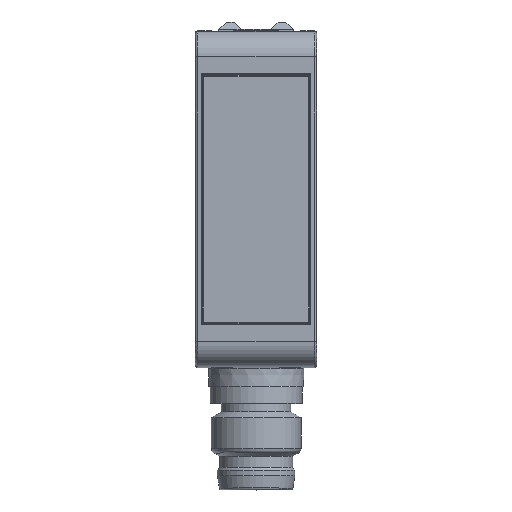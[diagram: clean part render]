
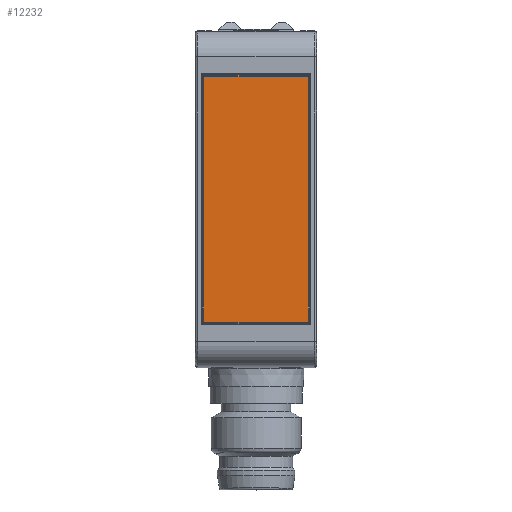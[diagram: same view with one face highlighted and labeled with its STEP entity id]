
A CAD part, top view. The second image highlights one B-rep face of the part: STEP entity #12232.
In plain terms, the highlighted planar face has unit normal (0, 0, 1).
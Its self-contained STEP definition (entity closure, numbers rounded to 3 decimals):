
#2226=FACE_OUTER_BOUND('',#2968,.T.);
#2968=EDGE_LOOP('',(#11163,#11164,#11165,#11166));
#3882=LINE('',#40494,#4808);
#3883=LINE('',#40500,#4809);
#3884=LINE('',#40505,#4810);
#3885=LINE('',#40510,#4811);
#4808=VECTOR('',#16605,21.902);
#4809=VECTOR('',#16614,9.302);
#4810=VECTOR('',#16621,21.902);
#4811=VECTOR('',#16630,9.302);
#5908=VERTEX_POINT('',#40488);
#5909=VERTEX_POINT('',#40492);
#5910=VERTEX_POINT('',#40498);
#5911=VERTEX_POINT('',#40504);
#7657=EDGE_CURVE('',#5909,#5908,#3882,.T.);
#7660=EDGE_CURVE('',#5910,#5909,#3883,.T.);
#7662=EDGE_CURVE('',#5911,#5910,#3884,.T.);
#7665=EDGE_CURVE('',#5908,#5911,#3885,.T.);
#11163=ORIENTED_EDGE('',*,*,#7660,.T.);
#11164=ORIENTED_EDGE('',*,*,#7657,.T.);
#11165=ORIENTED_EDGE('',*,*,#7665,.T.);
#11166=ORIENTED_EDGE('',*,*,#7662,.T.);
#11526=PLANE('',#13423);
#12232=ADVANCED_FACE('',(#2226),#11526,.T.);
#13423=AXIS2_PLACEMENT_3D('',#40511,#16631,#16632);
#16605=DIRECTION('',(0.,-1.,0.));
#16614=DIRECTION('',(-1.,0.,0.));
#16621=DIRECTION('',(0.,1.,0.));
#16630=DIRECTION('',(1.,0.,0.));
#16631=DIRECTION('center_axis',(0.,0.,
1.));
#16632=DIRECTION('ref_axis',(1.,0.,0.));
#40488=CARTESIAN_POINT('',(-20.381,-23.365,27.106));
#40492=CARTESIAN_POINT('',(-20.381,-1.463,27.106));
#40494=CARTESIAN_POINT('',(-20.381,-1.463,27.106));
#40498=CARTESIAN_POINT('',(-11.079,-1.463,27.106));
#40500=CARTESIAN_POINT('',(-11.079,-1.463,27.106));
#40504=CARTESIAN_POINT('',(-11.079,-23.365,27.106));
#40505=CARTESIAN_POINT('',(-11.079,-23.365,27.106));
#40510=CARTESIAN_POINT('',(-20.381,-23.365,27.106));
#40511=CARTESIAN_POINT('Origin',(-10.93,-23.514,27.106));
